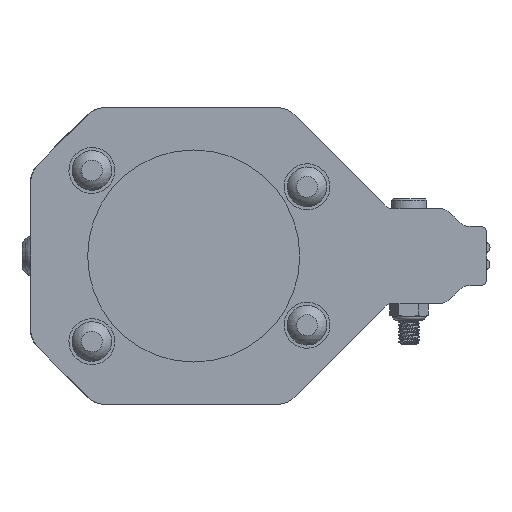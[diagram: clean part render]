
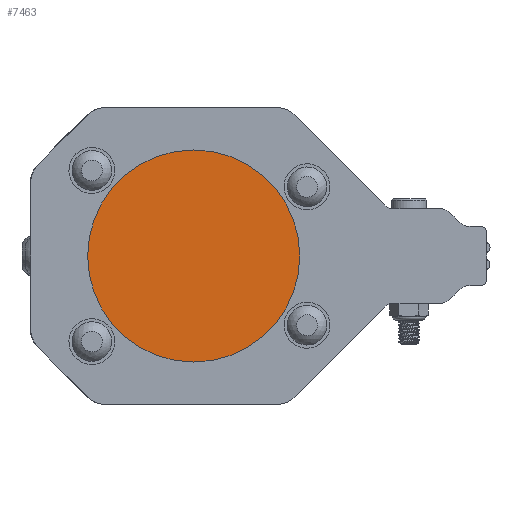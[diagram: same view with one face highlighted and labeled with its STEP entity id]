
A CAD part, left-side view. The second image highlights one B-rep face of the part: STEP entity #7463.
In plain terms, the highlighted planar face has unit normal (-1, 0, 0).
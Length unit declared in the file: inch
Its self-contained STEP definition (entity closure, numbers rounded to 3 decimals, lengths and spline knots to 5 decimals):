
#1515=PLANE('',#8183);
#1850=FACE_OUTER_BOUND('',#2431,.T.);
#2431=EDGE_LOOP('',(#5930));
#3173=CIRCLE('',#8184,1.);
#3780=VERTEX_POINT('',#28296);
#4619=EDGE_CURVE('',#3780,#3780,#3173,.T.);
#5930=ORIENTED_EDGE('',*,*,#4619,.T.);
#7463=ADVANCED_FACE('',(#1850),#1515,.T.);
#8183=AXIS2_PLACEMENT_3D('',#28295,#9712,#9713);
#8184=AXIS2_PLACEMENT_3D('',#28297,#9714,#9715);
#9712=DIRECTION('center_axis',(-1.,0.,0.));
#9713=DIRECTION('ref_axis',(0.,0.,1.));
#9714=DIRECTION('center_axis',(-1.,0.,0.));
#9715=DIRECTION('ref_axis',(0.,0.,
-1.));
#28295=CARTESIAN_POINT('Origin',(-20.32513,-0.00364,
0.));
#28296=CARTESIAN_POINT('',(-20.32513,-0.00364,1.));
#28297=CARTESIAN_POINT('Origin',(-20.32513,-0.00364,
0.));
